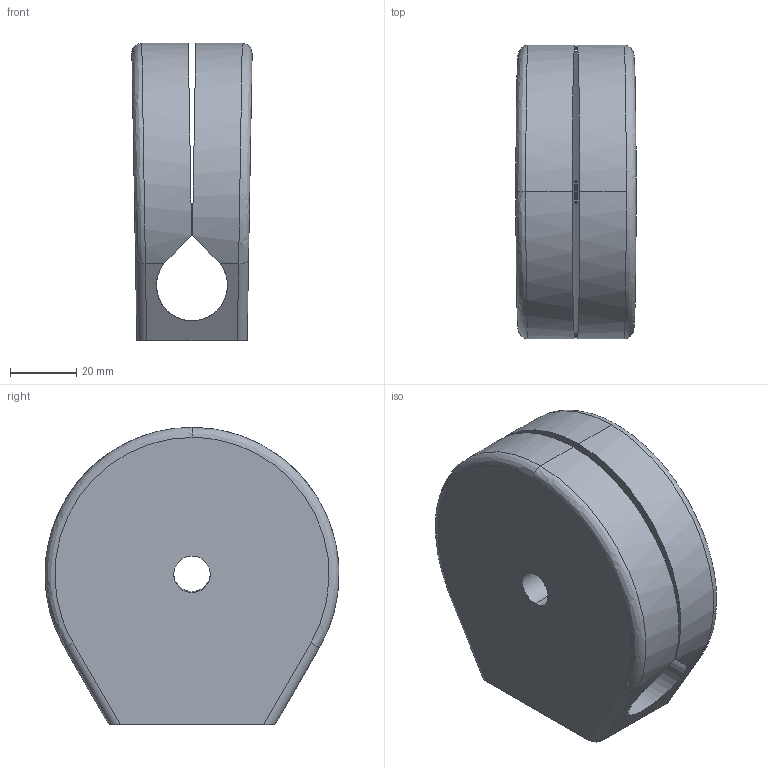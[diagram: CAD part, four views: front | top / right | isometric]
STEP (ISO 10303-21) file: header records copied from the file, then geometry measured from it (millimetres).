
FILE_DESCRIPTION (( 'STEP AP214' ), '1' );
FILE_NAME ('shell_left.STEP', '2021-11-23T04:15:25', ( '' ), ( '' ), 'SwSTEP 2.0', 'SolidWorks 2021', '' );
FILE_SCHEMA (( 'AUTOMOTIVE_DESIGN' ));
Length unit declared in the file: millimetre
Products named in the file (1): shell_left
Bounding box: 36.37 x 88.88 x 89.9 mm (x, y, z)
Volume: 187819.2 mm3; surface area: 35956.5 mm2
Topology: 1 solids, 1 shells, 32 faces, 82 edges, 53 vertices
Faces by surface type: plane 16, cylinder 13, bspline 3
Entity records: 1209 total; most frequent: CARTESIAN_POINT 459, ORIENTED_EDGE 164, DIRECTION 130, EDGE_CURVE 82, VERTEX_POINT 53, LINE 44, VECTOR 44, AXIS2_PLACEMENT_3D 43
